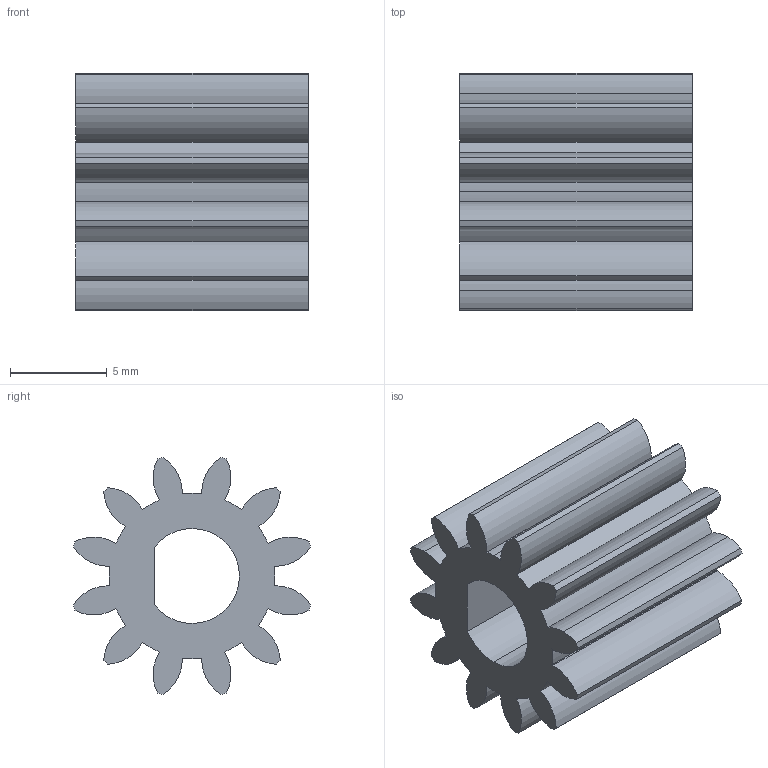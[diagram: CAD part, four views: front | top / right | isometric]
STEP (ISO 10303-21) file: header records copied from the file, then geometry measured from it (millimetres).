
FILE_DESCRIPTION (( 'STEP AP214' ), '1' );
FILE_NAME ('12T_Sun.STEP', '2025-04-11T06:55:03', ( '' ), ( '' ), 'SwSTEP 2.0', 'SolidWorks 2024', '' );
FILE_SCHEMA (( 'AUTOMOTIVE_DESIGN' ));
Length unit declared in the file: millimetre
Products named in the file (1): 12T_Sun
Bounding box: 12 x 12.25 x 12.25 mm (x, y, z)
Volume: 811.9 mm3; surface area: 1145.7 mm2
Topology: 1 solids, 1 shells, 59 faces, 171 edges, 114 vertices
Faces by surface type: cylinder 56, plane 3
Entity records: 2044 total; most frequent: DIRECTION 403, CARTESIAN_POINT 345, ORIENTED_EDGE 342, AXIS2_PLACEMENT_3D 172, EDGE_CURVE 171, VERTEX_POINT 114, CIRCLE 112, EDGE_LOOP 61
